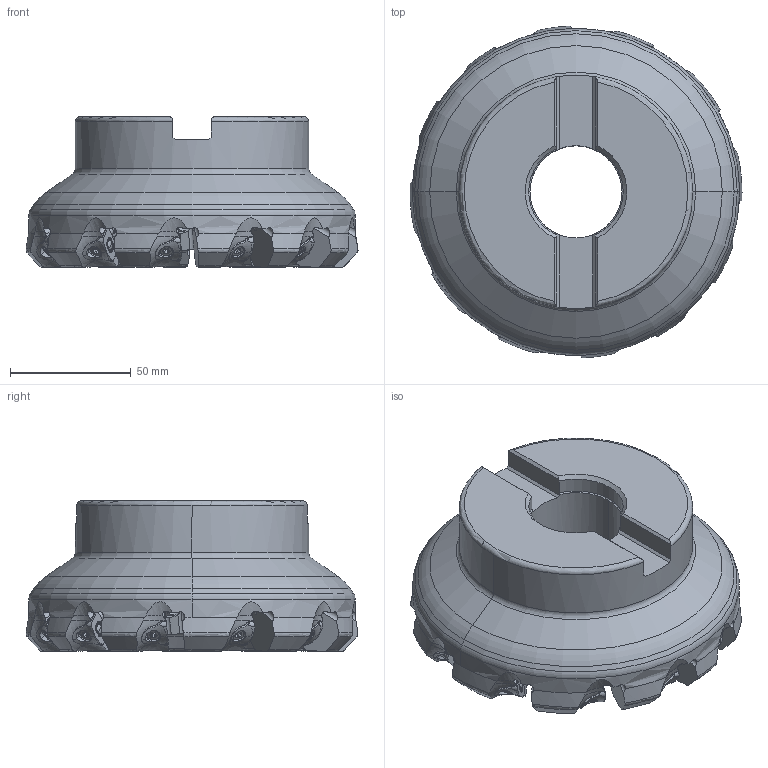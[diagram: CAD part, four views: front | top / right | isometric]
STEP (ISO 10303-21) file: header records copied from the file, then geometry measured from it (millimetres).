
FILE_DESCRIPTION(/* description */ (''),/* implementation_level */ '2;1');
FILE_NAME(/* name */ 'AHX640WR0512E.stp',/* time_stamp */ '2018-01-09T17:38:09+09:00',/* author */ (''),/* organization */ (''),/* preprocessor_version */ 'ST-DEVELOPER v16',/* originating_system */ 'SIEMENS PLM Software NX 10.0',/* authorisation */ '');
FILE_SCHEMA (('AUTOMOTIVE_DESIGN { 1 0 10303 214 3 1 1 1 }'));
Products named in the file (1): AHX640WR0512E_ASM
Bounding box: 137.33 x 137.26 x 62.33 mm (x, y, z)
Volume: 461601.6 mm3; surface area: 79192.7 mm2
Topology: 25 solids, 25 shells, 1840 faces, 5049 edges, 3199 vertices
Faces by surface type: cylinder 682, plane 474, cone 346, torus 266, sphere 72
Entity records: 72362 total; most frequent: CARTESIAN_POINT 26195, ORIENTED_EDGE 9906, DIRECTION 9500, EDGE_CURVE 4953, AXIS2_PLACEMENT_3D 3942, VERTEX_POINT 3199, EDGE_LOOP 1902, ADVANCED_FACE 1840
